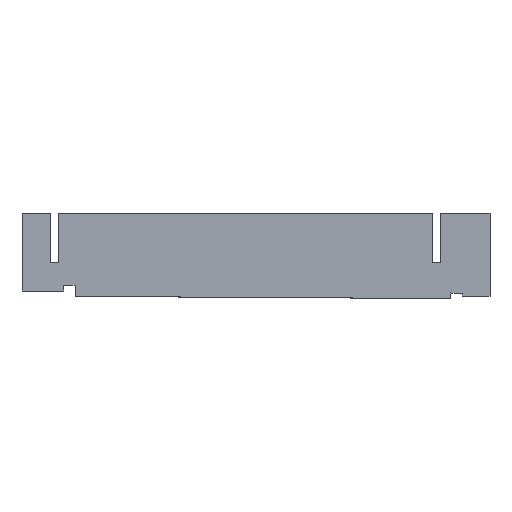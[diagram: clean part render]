
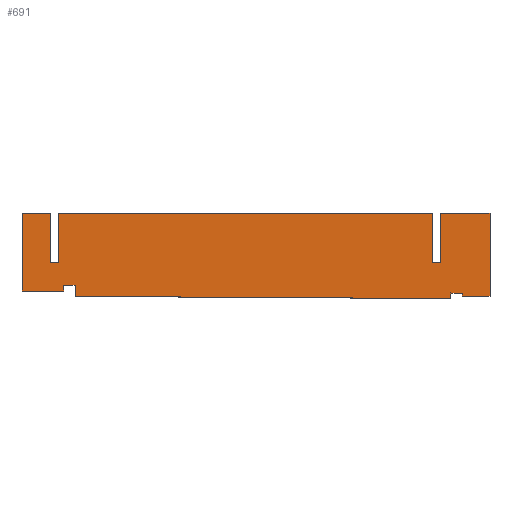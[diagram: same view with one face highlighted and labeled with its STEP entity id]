
A CAD part, top view. The second image highlights one B-rep face of the part: STEP entity #691.
In plain terms, the highlighted planar face has unit normal (0, 0, 1).
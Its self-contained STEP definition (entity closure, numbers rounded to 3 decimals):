
#36=CARTESIAN_POINT('Line Origine',(103.84,8.704,6.)) ;
#40=CARTESIAN_POINT('Vertex',(107.839,8.784,6.)) ;
#42=CARTESIAN_POINT('Vertex',(99.841,8.623,6.)) ;
#76=CARTESIAN_POINT('Line Origine',(99.881,6.624,6.)) ;
#80=CARTESIAN_POINT('Vertex',(99.921,4.624,6.)) ;
#107=CARTESIAN_POINT('Line Origine',(84.961,4.624,6.)) ;
#111=CARTESIAN_POINT('Vertex',(70.,4.624,6.)) ;
#138=CARTESIAN_POINT('Line Origine',(70.,32.312,6.)) ;
#142=CARTESIAN_POINT('Vertex',(70.,60.,6.)) ;
#169=CARTESIAN_POINT('Line Origine',(80.,60.,6.)) ;
#173=CARTESIAN_POINT('Vertex',(90.,60.,6.)) ;
#200=CARTESIAN_POINT('Line Origine',(90.,42.5,6.)) ;
#204=CARTESIAN_POINT('Vertex',(90.,25.,6.)) ;
#231=CARTESIAN_POINT('Line Origine',(93.,25.,6.)) ;
#235=CARTESIAN_POINT('Vertex',(96.,25.,6.)) ;
#262=CARTESIAN_POINT('Line Origine',(96.,42.5,6.)) ;
#266=CARTESIAN_POINT('Vertex',(96.,60.,6.)) ;
#288=CARTESIAN_POINT('Line Origine',(229.5,60.,6.)) ;
#292=CARTESIAN_POINT('Vertex',(363.,60.,6.)) ;
#319=CARTESIAN_POINT('Line Origine',(363.,42.5,6.)) ;
#323=CARTESIAN_POINT('Vertex',(363.,25.,6.)) ;
#345=CARTESIAN_POINT('Line Origine',(366.,25.,6.)) ;
#349=CARTESIAN_POINT('Vertex',(369.,25.,6.)) ;
#376=CARTESIAN_POINT('Line Origine',(369.,42.5,6.)) ;
#380=CARTESIAN_POINT('Vertex',(369.,60.,6.)) ;
#402=CARTESIAN_POINT('Line Origine',(386.5,60.,6.)) ;
#406=CARTESIAN_POINT('Vertex',(404.,60.,6.)) ;
#433=CARTESIAN_POINT('Line Origine',(404.,30.48,6.)) ;
#437=CARTESIAN_POINT('Vertex',(404.,0.959,6.)) ;
#464=CARTESIAN_POINT('Line Origine',(394.033,0.959,6.)) ;
#468=CARTESIAN_POINT('Vertex',(384.066,0.959,6.)) ;
#495=CARTESIAN_POINT('Line Origine',(384.099,1.959,6.)) ;
#499=CARTESIAN_POINT('Vertex',(384.133,2.958,6.)) ;
#526=CARTESIAN_POINT('Line Origine',(380.135,3.091,6.)) ;
#530=CARTESIAN_POINT('Vertex',(376.137,3.223,6.)) ;
#557=CARTESIAN_POINT('Line Origine',(376.071,1.225,6.)) ;
#561=CARTESIAN_POINT('Vertex',(376.004,-0.774,6.)) ;
#588=CARTESIAN_POINT('Line Origine',(242.002,0.006,6.)) ;
#592=CARTESIAN_POINT('Vertex',(108.,0.786,6.)) ;
#619=CARTESIAN_POINT('Line Origine',(107.92,4.785,6.)) ;
#664=CARTESIAN_POINT('Axis2P3D Location',(0.,0.,6.)) ;
#38=VECTOR('Line Direction',#37,1.) ;
#78=VECTOR('Line Direction',#77,1.) ;
#109=VECTOR('Line Direction',#108,1.) ;
#140=VECTOR('Line Direction',#139,1.) ;
#171=VECTOR('Line Direction',#170,1.) ;
#202=VECTOR('Line Direction',#201,1.) ;
#233=VECTOR('Line Direction',#232,1.) ;
#264=VECTOR('Line Direction',#263,1.) ;
#290=VECTOR('Line Direction',#289,1.) ;
#321=VECTOR('Line Direction',#320,1.) ;
#347=VECTOR('Line Direction',#346,1.) ;
#378=VECTOR('Line Direction',#377,1.) ;
#404=VECTOR('Line Direction',#403,1.) ;
#435=VECTOR('Line Direction',#434,1.) ;
#466=VECTOR('Line Direction',#465,1.) ;
#497=VECTOR('Line Direction',#496,1.) ;
#528=VECTOR('Line Direction',#527,1.) ;
#559=VECTOR('Line Direction',#558,1.) ;
#590=VECTOR('Line Direction',#589,1.) ;
#621=VECTOR('Line Direction',#620,1.) ;
#37=DIRECTION('Vector Direction',(-1.,-0.02,0.)) ;
#77=DIRECTION('Vector Direction',(0.02,-1.,0.)) ;
#108=DIRECTION('Vector Direction',(-1.,0.,0.)) ;
#139=DIRECTION('Vector Direction',(0.,1.,0.)) ;
#170=DIRECTION('Vector Direction',(1.,0.,0.)) ;
#201=DIRECTION('Vector Direction',(0.,-1.,0.)) ;
#232=DIRECTION('Vector Direction',(1.,0.,0.)) ;
#263=DIRECTION('Vector Direction',(0.,1.,0.)) ;
#289=DIRECTION('Vector Direction',(1.,0.,0.)) ;
#320=DIRECTION('Vector Direction',(0.,-1.,0.)) ;
#346=DIRECTION('Vector Direction',(1.,0.,0.)) ;
#377=DIRECTION('Vector Direction',(0.,1.,0.)) ;
#403=DIRECTION('Vector Direction',(1.,0.,0.)) ;
#434=DIRECTION('Vector Direction',(0.,-1.,0.)) ;
#465=DIRECTION('Vector Direction',(1.,0.,0.)) ;
#496=DIRECTION('Vector Direction',(-0.033,-0.999,0.)) ;
#527=DIRECTION('Vector Direction',(0.999,-0.033,0.)) ;
#558=DIRECTION('Vector Direction',(0.033,0.999,0.)) ;
#589=DIRECTION('Vector Direction',(-1.,0.006,0.)) ;
#620=DIRECTION('Vector Direction',(0.02,-1.,0.)) ;
#665=DIRECTION('Axis2P3D Direction',(0.,0.,-1.)) ;
#666=DIRECTION('Axis2P3D XDirection',(1.,0.,0.)) ;
#667=AXIS2_PLACEMENT_3D('Plane Axis2P3D',#664,#665,#666) ;
#39=LINE('Line',#36,#38) ;
#79=LINE('Line',#76,#78) ;
#110=LINE('Line',#107,#109) ;
#141=LINE('Line',#138,#140) ;
#172=LINE('Line',#169,#171) ;
#203=LINE('Line',#200,#202) ;
#234=LINE('Line',#231,#233) ;
#265=LINE('Line',#262,#264) ;
#291=LINE('Line',#288,#290) ;
#322=LINE('Line',#319,#321) ;
#348=LINE('Line',#345,#347) ;
#379=LINE('Line',#376,#378) ;
#405=LINE('Line',#402,#404) ;
#436=LINE('Line',#433,#435) ;
#467=LINE('Line',#464,#466) ;
#498=LINE('Line',#495,#497) ;
#529=LINE('Line',#526,#528) ;
#560=LINE('Line',#557,#559) ;
#591=LINE('Line',#588,#590) ;
#622=LINE('Line',#619,#621) ;
#668=PLANE('',#667) ;
#44=EDGE_CURVE('',#41,#43,#39,.T.) ;
#82=EDGE_CURVE('',#43,#81,#79,.T.) ;
#113=EDGE_CURVE('',#81,#112,#110,.T.) ;
#144=EDGE_CURVE('',#112,#143,#141,.T.) ;
#175=EDGE_CURVE('',#143,#174,#172,.T.) ;
#206=EDGE_CURVE('',#174,#205,#203,.T.) ;
#237=EDGE_CURVE('',#205,#236,#234,.T.) ;
#268=EDGE_CURVE('',#236,#267,#265,.T.) ;
#294=EDGE_CURVE('',#267,#293,#291,.T.) ;
#325=EDGE_CURVE('',#293,#324,#322,.T.) ;
#351=EDGE_CURVE('',#324,#350,#348,.T.) ;
#382=EDGE_CURVE('',#350,#381,#379,.T.) ;
#408=EDGE_CURVE('',#381,#407,#405,.T.) ;
#439=EDGE_CURVE('',#407,#438,#436,.T.) ;
#470=EDGE_CURVE('',#438,#469,#467,.F.) ;
#501=EDGE_CURVE('',#469,#500,#498,.F.) ;
#532=EDGE_CURVE('',#500,#531,#529,.F.) ;
#563=EDGE_CURVE('',#531,#562,#560,.F.) ;
#594=EDGE_CURVE('',#562,#593,#591,.T.) ;
#623=EDGE_CURVE('',#593,#41,#622,.F.) ;
#670=ORIENTED_EDGE('',*,*,#623,.F.) ;
#671=ORIENTED_EDGE('',*,*,#594,.F.) ;
#672=ORIENTED_EDGE('',*,*,#563,.F.) ;
#673=ORIENTED_EDGE('',*,*,#532,.F.) ;
#674=ORIENTED_EDGE('',*,*,#501,.F.) ;
#675=ORIENTED_EDGE('',*,*,#470,.F.) ;
#676=ORIENTED_EDGE('',*,*,#439,.F.) ;
#677=ORIENTED_EDGE('',*,*,#408,.F.) ;
#678=ORIENTED_EDGE('',*,*,#382,.F.) ;
#679=ORIENTED_EDGE('',*,*,#351,.F.) ;
#680=ORIENTED_EDGE('',*,*,#325,.F.) ;
#681=ORIENTED_EDGE('',*,*,#294,.F.) ;
#682=ORIENTED_EDGE('',*,*,#268,.F.) ;
#683=ORIENTED_EDGE('',*,*,#237,.F.) ;
#684=ORIENTED_EDGE('',*,*,#206,.F.) ;
#685=ORIENTED_EDGE('',*,*,#175,.F.) ;
#686=ORIENTED_EDGE('',*,*,#144,.F.) ;
#687=ORIENTED_EDGE('',*,*,#113,.F.) ;
#688=ORIENTED_EDGE('',*,*,#82,.F.) ;
#689=ORIENTED_EDGE('',*,*,#44,.F.) ;
#669=EDGE_LOOP('',(#670,#671,#672,#673,#674,#675,#676,#677,#678,#679,#680,#681,#682,#683,#684,#685,#686,#687,#688,#689)) ;
#41=VERTEX_POINT('',#40) ;
#43=VERTEX_POINT('',#42) ;
#81=VERTEX_POINT('',#80) ;
#112=VERTEX_POINT('',#111) ;
#143=VERTEX_POINT('',#142) ;
#174=VERTEX_POINT('',#173) ;
#205=VERTEX_POINT('',#204) ;
#236=VERTEX_POINT('',#235) ;
#267=VERTEX_POINT('',#266) ;
#293=VERTEX_POINT('',#292) ;
#324=VERTEX_POINT('',#323) ;
#350=VERTEX_POINT('',#349) ;
#381=VERTEX_POINT('',#380) ;
#407=VERTEX_POINT('',#406) ;
#438=VERTEX_POINT('',#437) ;
#469=VERTEX_POINT('',#468) ;
#500=VERTEX_POINT('',#499) ;
#531=VERTEX_POINT('',#530) ;
#562=VERTEX_POINT('',#561) ;
#593=VERTEX_POINT('',#592) ;
#691=ADVANCED_FACE('PartBody',(#690),#668,.F.) ;
#690=FACE_OUTER_BOUND('',#669,.T.) ;
